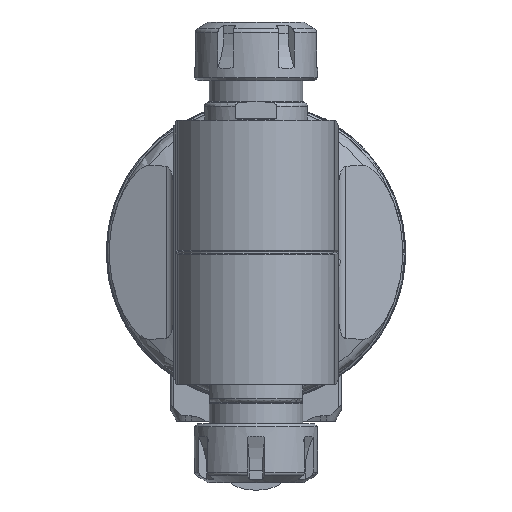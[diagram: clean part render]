
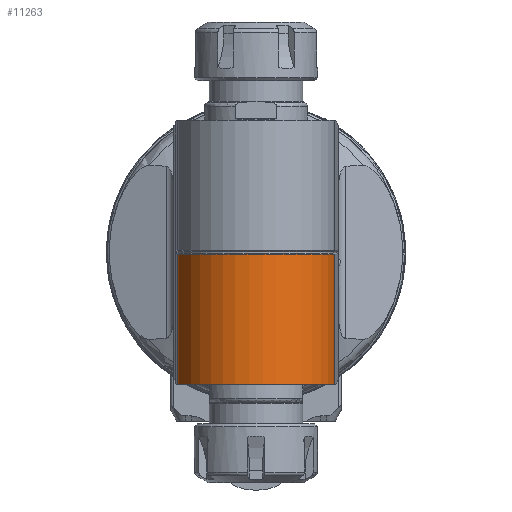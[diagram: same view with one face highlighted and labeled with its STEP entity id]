
A CAD part, front view. The second image highlights one B-rep face of the part: STEP entity #11263.
In plain terms, the highlighted cylindrical face has radius 27 mm (diameter 54 mm), a partial arc.
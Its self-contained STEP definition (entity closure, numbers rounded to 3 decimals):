
#721=CYLINDRICAL_SURFACE('',#12097,27.);
#953=CIRCLE('',#12095,27.);
#955=CIRCLE('',#12098,27.);
#1587=FACE_OUTER_BOUND('',#2300,.T.);
#2300=EDGE_LOOP('',(#7718,#7719,#7720,#7721));
#3100=LINE('',#17733,#3838);
#3101=LINE('',#17736,#3839);
#3838=VECTOR('',#13673,44.334);
#3839=VECTOR('',#13676,44.334);
#4656=VERTEX_POINT('',#17697);
#4657=VERTEX_POINT('',#17698);
#4665=VERTEX_POINT('',#17732);
#4666=VERTEX_POINT('',#17734);
#5841=EDGE_CURVE('',#4656,#4657,#953,.T.);
#5851=EDGE_CURVE('',#4656,#4665,#3100,.T.);
#5852=EDGE_CURVE('',#4666,#4665,#955,.T.);
#5853=EDGE_CURVE('',#4666,#4657,#3101,.T.);
#7718=ORIENTED_EDGE('',*,*,#5841,.F.);
#7719=ORIENTED_EDGE('',*,*,#5851,.T.);
#7720=ORIENTED_EDGE('',*,*,#5852,.F.);
#7721=ORIENTED_EDGE('',*,*,#5853,.T.);
#11263=ADVANCED_FACE('',(#1587),#721,.T.);
#12095=AXIS2_PLACEMENT_3D('',#17699,#13665,#13666);
#12097=AXIS2_PLACEMENT_3D('',#17731,#13671,#13672);
#12098=AXIS2_PLACEMENT_3D('',#17735,#13674,#13675);
#13665=DIRECTION('center_axis',(0.,0.,1.));
#13666=DIRECTION('ref_axis',(-0.996,-0.087,0.));
#13671=DIRECTION('center_axis',(0.,0.,-1.));
#13672=DIRECTION('ref_axis',(0.,-1.,0.));
#13673=DIRECTION('',(0.,0.,-1.));
#13674=DIRECTION('center_axis',(0.,0.,-1.));
#13675=DIRECTION('ref_axis',(0.,-1.,0.));
#13676=DIRECTION('',(0.,0.,1.));
#17697=CARTESIAN_POINT('',(-26.897,-88.353,45.));
#17698=CARTESIAN_POINT('',(26.897,-88.353,45.));
#17699=CARTESIAN_POINT('Origin',(0.,-86.,45.));
#17731=CARTESIAN_POINT('Origin',(0.,-86.,54.));
#17732=CARTESIAN_POINT('',(-26.897,-88.353,0.666));
#17733=CARTESIAN_POINT('',(-26.897,-88.353,45.));
#17734=CARTESIAN_POINT('',(26.897,-88.353,0.666));
#17735=CARTESIAN_POINT('Origin',(0.,-86.,0.666));
#17736=CARTESIAN_POINT('',(26.897,-88.353,0.666));
